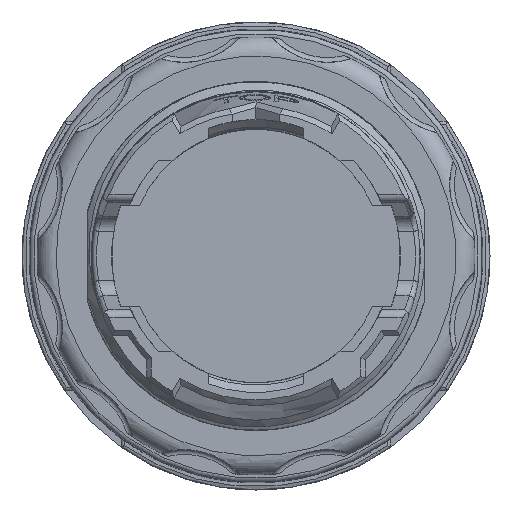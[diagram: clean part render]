
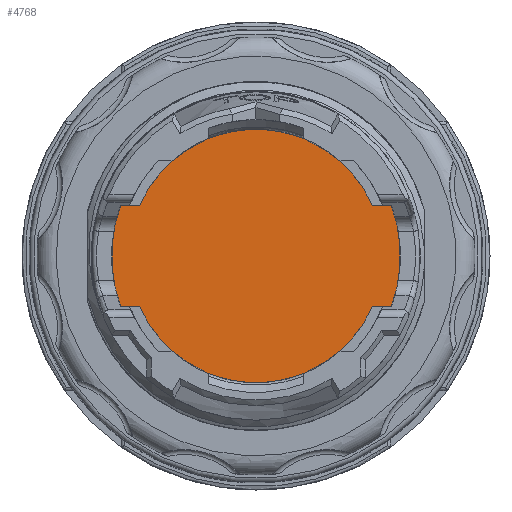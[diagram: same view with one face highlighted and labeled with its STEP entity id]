
A CAD part, front view. The second image highlights one B-rep face of the part: STEP entity #4768.
In plain terms, the highlighted planar face has unit normal (0, -1, 0).
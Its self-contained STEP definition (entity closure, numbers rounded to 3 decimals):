
#1985=FACE_OUTER_BOUND('',#6199,.T.);
#2666=LINE('',#32817,#3408);
#2669=LINE('',#32822,#3411);
#2673=LINE('',#32831,#3415);
#2678=LINE('',#32840,#3420);
#3408=VECTOR('',#19808,1.);
#3411=VECTOR('',#19813,1.);
#3415=VECTOR('',#19823,1.);
#3420=VECTOR('',#19830,1.);
#4768=ADVANCED_FACE('',(#1985),#5269,.F.);
#5269=PLANE('',#17356);
#6199=EDGE_LOOP('',(#9901,#9902,#9903,#9904,#9905,#9906,#9907,#9908,#9909,
#9910,#9911,#9912));
#9901=ORIENTED_EDGE('',*,*,#14494,.F.);
#9902=ORIENTED_EDGE('',*,*,#14490,.F.);
#9903=ORIENTED_EDGE('',*,*,#14160,.F.);
#9904=ORIENTED_EDGE('',*,*,#14794,.F.);
#9905=ORIENTED_EDGE('',*,*,#14156,.F.);
#9906=ORIENTED_EDGE('',*,*,#14500,.F.);
#9907=ORIENTED_EDGE('',*,*,#14503,.F.);
#9908=ORIENTED_EDGE('',*,*,#14495,.F.);
#9909=ORIENTED_EDGE('',*,*,#14146,.F.);
#9910=ORIENTED_EDGE('',*,*,#14793,.F.);
#9911=ORIENTED_EDGE('',*,*,#14142,.F.);
#9912=ORIENTED_EDGE('',*,*,#14487,.F.);
#12234=VERTEX_POINT('',#28195);
#12235=VERTEX_POINT('',#28197);
#12238=VERTEX_POINT('',#28221);
#12239=VERTEX_POINT('',#28223);
#12246=VERTEX_POINT('',#28240);
#12247=VERTEX_POINT('',#28242);
#12250=VERTEX_POINT('',#28266);
#12251=VERTEX_POINT('',#28268);
#12442=VERTEX_POINT('',#32816);
#12444=VERTEX_POINT('',#32823);
#12446=VERTEX_POINT('',#32832);
#12448=VERTEX_POINT('',#32839);
#14142=EDGE_CURVE('',#12234,#12235,#15963,.T.);
#14146=EDGE_CURVE('',#12238,#12239,#15965,.T.);
#14156=EDGE_CURVE('',#12246,#12247,#15969,.T.);
#14160=EDGE_CURVE('',#12250,#12251,#15971,.T.);
#14487=EDGE_CURVE('',#12442,#12234,#2666,.T.);
#14490=EDGE_CURVE('',#12251,#12444,#2669,.T.);
#14494=EDGE_CURVE('',#12444,#12442,#16016,.T.);
#14495=EDGE_CURVE('',#12239,#12446,#2673,.T.);
#14500=EDGE_CURVE('',#12448,#12246,#2678,.T.);
#14503=EDGE_CURVE('',#12446,#12448,#16017,.T.);
#14793=EDGE_CURVE('',#12235,#12238,#16072,.T.);
#14794=EDGE_CURVE('',#12247,#12250,#16073,.T.);
#15963=CIRCLE('',#16942,8.);
#15965=CIRCLE('',#16944,8.);
#15969=CIRCLE('',#16949,8.);
#15971=CIRCLE('',#16951,8.);
#16016=CIRCLE('',#17123,9.1);
#16017=CIRCLE('',#17127,9.1);
#16072=CIRCLE('',#17352,8.);
#16073=CIRCLE('',#17354,8.);
#16942=AXIS2_PLACEMENT_3D('',#28196,#19308,#19309);
#16944=AXIS2_PLACEMENT_3D('',#28222,#19312,#19313);
#16949=AXIS2_PLACEMENT_3D('',#28241,#19328,#19329);
#16951=AXIS2_PLACEMENT_3D('',#28267,#19332,#19333);
#17123=AXIS2_PLACEMENT_3D('',#32829,#19819,#19820);
#17127=AXIS2_PLACEMENT_3D('',#32845,#19835,#19836);
#17352=AXIS2_PLACEMENT_3D('',#34774,#20433,#20434);
#17354=AXIS2_PLACEMENT_3D('',#34776,#20437,#20438);
#17356=AXIS2_PLACEMENT_3D('',#34778,#20441,#20442);
#19308=DIRECTION('',(0.,1.,0.));
#19309=DIRECTION('',(1.,0.,0.));
#19312=DIRECTION('',(0.,1.,0.));
#19313=DIRECTION('',(1.,0.,0.));
#19328=DIRECTION('',(0.,1.,0.));
#19329=DIRECTION('',(1.,0.,0.));
#19332=DIRECTION('',(0.,1.,0.));
#19333=DIRECTION('',(1.,0.,0.));
#19808=DIRECTION('',(-1.,0.,0.));
#19813=DIRECTION('',(1.,0.,0.));
#19819=DIRECTION('',(0.,1.,0.));
#19820=DIRECTION('',(1.,0.,0.));
#19823=DIRECTION('',(-1.,0.,0.));
#19830=DIRECTION('',(1.,0.,0.));
#19835=DIRECTION('',(0.,1.,0.));
#19836=DIRECTION('',(1.,0.,0.));
#20433=DIRECTION('',(0.,1.,0.));
#20434=DIRECTION('',(1.,0.,0.));
#20437=DIRECTION('',(0.,1.,0.));
#20438=DIRECTION('',(1.,0.,0.));
#20441=DIRECTION('',(0.,1.,0.));
#20442=DIRECTION('',(1.,0.,0.));
#28195=CARTESIAN_POINT('',(7.332,-71.6,-3.2));
#28196=CARTESIAN_POINT('',(0.,-71.6,0.));
#28197=CARTESIAN_POINT('',(2.924,-71.6,-7.447));
#28221=CARTESIAN_POINT('',(-2.924,-71.6,-7.447));
#28222=CARTESIAN_POINT('',(0.,-71.6,0.));
#28223=CARTESIAN_POINT('',(-7.332,-71.6,-3.2));
#28240=CARTESIAN_POINT('',(-7.332,-71.6,3.2));
#28241=CARTESIAN_POINT('',(0.,-71.6,0.));
#28242=CARTESIAN_POINT('',(-2.924,-71.6,7.447));
#28266=CARTESIAN_POINT('',(2.924,-71.6,7.447));
#28267=CARTESIAN_POINT('',(0.,-71.6,0.));
#28268=CARTESIAN_POINT('',(7.332,-71.6,3.2));
#32816=CARTESIAN_POINT('',(8.519,-71.6,-3.2));
#32817=CARTESIAN_POINT('',(8.519,-71.6,-3.2));
#32822=CARTESIAN_POINT('',(7.332,-71.6,3.2));
#32823=CARTESIAN_POINT('',(8.519,-71.6,3.2));
#32829=CARTESIAN_POINT('',(0.,-71.6,0.));
#32831=CARTESIAN_POINT('',(-7.332,-71.6,-3.2));
#32832=CARTESIAN_POINT('',(-8.519,-71.6,-3.2));
#32839=CARTESIAN_POINT('',(-8.519,-71.6,3.2));
#32840=CARTESIAN_POINT('',(-8.519,-71.6,3.2));
#32845=CARTESIAN_POINT('',(0.,-71.6,0.));
#34774=CARTESIAN_POINT('',(0.,-71.6,0.));
#34776=CARTESIAN_POINT('',(0.,-71.6,0.));
#34778=CARTESIAN_POINT('',(0.,-71.6,0.));
